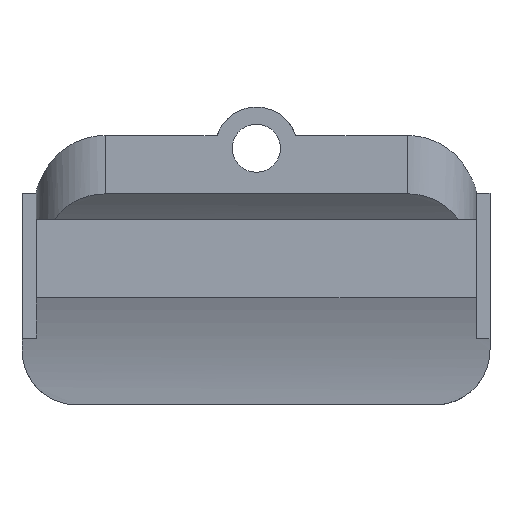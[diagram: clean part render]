
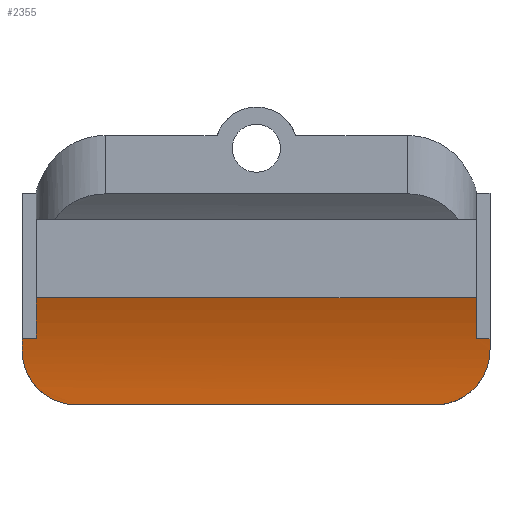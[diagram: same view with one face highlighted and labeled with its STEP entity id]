
A CAD part, left-side view. The second image highlights one B-rep face of the part: STEP entity #2355.
In plain terms, the highlighted cylindrical face has radius 25 mm (diameter 50 mm), a partial arc.
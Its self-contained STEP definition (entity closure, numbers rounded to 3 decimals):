
#1571=CARTESIAN_POINT('',(24.05,47.05,6.826));
#1572=VERTEX_POINT('',#1571);
#1579=CARTESIAN_POINT('',(24.05,45.997,6.826));
#1580=VERTEX_POINT('',#1579);
#1581=CARTESIAN_POINT('',(24.05,47.05,6.826));
#1582=DIRECTION('',(-0.,-1.,-0.));
#1583=VECTOR('',#1582,1.053);
#1584=LINE('',#1581,#1583);
#1585=EDGE_CURVE('',#1572,#1580,#1584,.T.);
#1602=CARTESIAN_POINT('',(24.05,13.,6.826));
#1603=VERTEX_POINT('',#1602);
#1628=CARTESIAN_POINT('',(24.05,14.003,6.826));
#1629=VERTEX_POINT('',#1628);
#1637=CARTESIAN_POINT('',(24.05,13.,6.826));
#1638=DIRECTION('',(0.,1.,0.));
#1639=VECTOR('',#1638,1.003);
#1640=LINE('',#1637,#1639);
#1641=EDGE_CURVE('',#1603,#1629,#1640,.T.);
#1653=CARTESIAN_POINT('',(23.,46.,9.798));
#1654=VERTEX_POINT('',#1653);
#1677=CARTESIAN_POINT('',(24.,46.,7.));
#1678=VERTEX_POINT('',#1677);
#1685=CARTESIAN_POINT('',(-0.,46.,-0.));
#1686=DIRECTION('',(-0.,1.,-0.));
#1687=DIRECTION('',(0.,0.,-1.));
#1688=AXIS2_PLACEMENT_3D('',#1685,#1686,#1687);
#1689=CIRCLE('',#1688,25.);
#1690=EDGE_CURVE('',#1654,#1678,#1689,.T.);
#1906=CARTESIAN_POINT('',(23.,14.,9.798));
#1907=VERTEX_POINT('',#1906);
#1914=CARTESIAN_POINT('',(24.,14.,7.));
#1915=VERTEX_POINT('',#1914);
#1916=CARTESIAN_POINT('',(-0.,14.,-0.));
#1917=DIRECTION('',(-0.,-1.,-0.));
#1918=DIRECTION('',(0.,-0.,1.));
#1919=AXIS2_PLACEMENT_3D('',#1916,#1917,#1918);
#1920=CIRCLE('',#1919,25.);
#1921=EDGE_CURVE('',#1915,#1907,#1920,.T.);
#2064=CARTESIAN_POINT('',(24.269,47.05,6.));
#2065=VERTEX_POINT('',#2064);
#2072=CARTESIAN_POINT('',(-0.,47.05,-0.));
#2073=DIRECTION('',(-0.,-1.,-0.));
#2074=DIRECTION('',(0.,-0.,1.));
#2075=AXIS2_PLACEMENT_3D('',#2072,#2073,#2074);
#2076=CIRCLE('',#2075,25.);
#2077=EDGE_CURVE('',#2065,#1572,#2076,.T.);
#2096=CARTESIAN_POINT('',(24.269,13.,6.));
#2097=VERTEX_POINT('',#2096);
#2098=CARTESIAN_POINT('',(-0.,13.,-0.));
#2099=DIRECTION('',(-0.,-1.,-0.));
#2100=DIRECTION('',(0.,-0.,1.));
#2101=AXIS2_PLACEMENT_3D('',#2098,#2099,#2100);
#2102=CIRCLE('',#2101,25.);
#2103=EDGE_CURVE('',#2097,#1603,#2102,.T.);
#2127=CARTESIAN_POINT('',(24.92,43.05,2.));
#2128=VERTEX_POINT('',#2127);
#2129=CARTESIAN_POINT('',(24.92,17.,2.));
#2130=VERTEX_POINT('',#2129);
#2131=CARTESIAN_POINT('',(24.92,43.05,2.));
#2132=DIRECTION('',(-0.,-1.,-0.));
#2133=VECTOR('',#2132,26.05);
#2134=LINE('',#2131,#2133);
#2135=EDGE_CURVE('',#2128,#2130,#2134,.T.);
#2191=CARTESIAN_POINT('',(24.92,43.05,2.));
#2192=CARTESIAN_POINT('',(24.92,43.316,2.));
#2193=CARTESIAN_POINT('',(24.918,43.578,2.026));
#2194=CARTESIAN_POINT('',(24.913,43.835,2.078));
#2195=CARTESIAN_POINT('',(24.911,43.964,2.104));
#2196=CARTESIAN_POINT('',(24.909,44.092,2.136));
#2197=CARTESIAN_POINT('',(24.905,44.218,2.174));
#2198=CARTESIAN_POINT('',(24.902,44.345,2.213));
#2199=CARTESIAN_POINT('',(24.898,44.47,2.258));
#2200=CARTESIAN_POINT('',(24.893,44.592,2.309));
#2201=CARTESIAN_POINT('',(24.884,44.836,2.411));
#2202=CARTESIAN_POINT('',(24.872,45.066,2.535));
#2203=CARTESIAN_POINT('',(24.856,45.285,2.682));
#2204=CARTESIAN_POINT('',(24.848,45.394,2.756));
#2205=CARTESIAN_POINT('',(24.839,45.5,2.835));
#2206=CARTESIAN_POINT('',(24.829,45.602,2.92));
#2207=CARTESIAN_POINT('',(24.819,45.704,3.004));
#2208=CARTESIAN_POINT('',(24.808,45.801,3.093));
#2209=CARTESIAN_POINT('',(24.796,45.893,3.186));
#2210=CARTESIAN_POINT('',(24.772,46.077,3.372));
#2211=CARTESIAN_POINT('',(24.744,46.242,3.575));
#2212=CARTESIAN_POINT('',(24.71,46.387,3.794));
#2213=CARTESIAN_POINT('',(24.694,46.46,3.904));
#2214=CARTESIAN_POINT('',(24.675,46.527,4.018));
#2215=CARTESIAN_POINT('',(24.656,46.588,4.133));
#2216=CARTESIAN_POINT('',(24.637,46.648,4.248));
#2217=CARTESIAN_POINT('',(24.616,46.703,4.366));
#2218=CARTESIAN_POINT('',(24.594,46.752,4.486));
#2219=CARTESIAN_POINT('',(24.572,46.801,4.605));
#2220=CARTESIAN_POINT('',(24.549,46.844,4.727));
#2221=CARTESIAN_POINT('',(24.525,46.882,4.852));
#2222=CARTESIAN_POINT('',(24.5,46.919,4.976));
#2223=CARTESIAN_POINT('',(24.474,46.95,5.103));
#2224=CARTESIAN_POINT('',(24.447,46.975,5.23));
#2225=CARTESIAN_POINT('',(24.392,47.025,5.485));
#2226=CARTESIAN_POINT('',(24.333,47.05,5.742));
#2227=CARTESIAN_POINT('',(24.269,47.05,6.));
#2228=B_SPLINE_CURVE_WITH_KNOTS('',3,(#2191,#2192,#2193,#2194,#2195,#2196,#2197,#2198,#2199,#2200,#2201,#2202,#2203,#2204,#2205,#2206,#2207,#2208,#2209,#2210,#2211,#2212,#2213,#2214,#2215,#2216,
#2217,#2218,#2219,#2220,#2221,#2222,#2223,#2224,#2225,#2226,#2227),.UNSPECIFIED.,.F.,.F.,(4,3,3,3,3,3,3,3,3,3,3,3,4),(0.,0.001,0.001,0.002,0.002,0.003,0.003,0.004,0.004,0.005,0.005,0.006,0.006),.UNSPECIFIED.);
#2229=EDGE_CURVE('',#2128,#2065,#2228,.T.);
#2248=CARTESIAN_POINT('',(24.269,13.,6.));
#2249=CARTESIAN_POINT('',(24.333,13.,5.742));
#2250=CARTESIAN_POINT('',(24.392,13.025,5.486));
#2251=CARTESIAN_POINT('',(24.446,13.074,5.234));
#2252=CARTESIAN_POINT('',(24.473,13.099,5.108));
#2253=CARTESIAN_POINT('',(24.499,13.129,4.983));
#2254=CARTESIAN_POINT('',(24.523,13.166,4.858));
#2255=CARTESIAN_POINT('',(24.548,13.203,4.734));
#2256=CARTESIAN_POINT('',(24.572,13.247,4.61));
#2257=CARTESIAN_POINT('',(24.594,13.296,4.489));
#2258=CARTESIAN_POINT('',(24.638,13.395,4.248));
#2259=CARTESIAN_POINT('',(24.676,13.516,4.018));
#2260=CARTESIAN_POINT('',(24.71,13.659,3.8));
#2261=CARTESIAN_POINT('',(24.743,13.803,3.582));
#2262=CARTESIAN_POINT('',(24.772,13.971,3.375));
#2263=CARTESIAN_POINT('',(24.796,14.155,3.188));
#2264=CARTESIAN_POINT('',(24.82,14.339,3.002));
#2265=CARTESIAN_POINT('',(24.839,14.54,2.835));
#2266=CARTESIAN_POINT('',(24.855,14.759,2.687));
#2267=CARTESIAN_POINT('',(24.863,14.869,2.612));
#2268=CARTESIAN_POINT('',(24.87,14.983,2.543));
#2269=CARTESIAN_POINT('',(24.877,15.099,2.481));
#2270=CARTESIAN_POINT('',(24.883,15.215,2.418));
#2271=CARTESIAN_POINT('',(24.888,15.333,2.361));
#2272=CARTESIAN_POINT('',(24.893,15.454,2.311));
#2273=CARTESIAN_POINT('',(24.898,15.575,2.26));
#2274=CARTESIAN_POINT('',(24.902,15.699,2.215));
#2275=CARTESIAN_POINT('',(24.905,15.825,2.177));
#2276=CARTESIAN_POINT('',(24.908,15.951,2.138));
#2277=CARTESIAN_POINT('',(24.911,16.08,2.105));
#2278=CARTESIAN_POINT('',(24.913,16.21,2.079));
#2279=CARTESIAN_POINT('',(24.918,16.47,2.026));
#2280=CARTESIAN_POINT('',(24.92,16.734,2.));
#2281=CARTESIAN_POINT('',(24.92,17.,2.));
#2282=B_SPLINE_CURVE_WITH_KNOTS('',3,(#2248,#2249,#2250,#2251,#2252,#2253,#2254,#2255,#2256,#2257,#2258,#2259,#2260,#2261,#2262,#2263,#2264,#2265,#2266,#2267,#2268,#2269,#2270,#2271,#2272,#2273,
#2274,#2275,#2276,#2277,#2278,#2279,#2280,#2281),.UNSPECIFIED.,.F.,.F.,(4,3,3,3,3,3,3,3,3,3,3,4),(0.,0.001,0.001,0.002,0.002,0.003,0.004,0.004,0.005,0.005,0.006,0.006),.UNSPECIFIED.);
#2283=EDGE_CURVE('',#2097,#2130,#2282,.T.);
#2319=CARTESIAN_POINT('',(-0.,0.,-0.));
#2320=DIRECTION('',(0.,1.,0.));
#2321=DIRECTION('',(0.,-0.,1.));
#2322=AXIS2_PLACEMENT_3D('',#2319,#2320,#2321);
#2323=CYLINDRICAL_SURFACE('',#2322,25.);
#2324=ORIENTED_EDGE('',*,*,#2135,.T.);
#2325=ORIENTED_EDGE('',*,*,#2283,.F.);
#2326=ORIENTED_EDGE('',*,*,#2103,.T.);
#2327=ORIENTED_EDGE('',*,*,#1641,.T.);
#2328=CARTESIAN_POINT('',(24.05,14.003,6.826));
#2329=CARTESIAN_POINT('',(24.034,14.001,6.884));
#2330=CARTESIAN_POINT('',(24.017,14.,6.942));
#2331=CARTESIAN_POINT('',(24.,14.,7.));
#2332=B_SPLINE_CURVE_WITH_KNOTS('',3,(#2328,#2329,#2330,#2331),.UNSPECIFIED.,.F.,.F.,(4,4),(0.008,0.008),.UNSPECIFIED.);
#2333=EDGE_CURVE('',#1629,#1915,#2332,.T.);
#2334=ORIENTED_EDGE('',*,*,#2333,.T.);
#2335=ORIENTED_EDGE('',*,*,#1921,.T.);
#2336=CARTESIAN_POINT('',(23.,14.,9.798));
#2337=DIRECTION('',(0.,1.,0.));
#2338=VECTOR('',#2337,32.);
#2339=LINE('',#2336,#2338);
#2340=EDGE_CURVE('',#1907,#1654,#2339,.T.);
#2341=ORIENTED_EDGE('',*,*,#2340,.T.);
#2342=ORIENTED_EDGE('',*,*,#1690,.T.);
#2343=CARTESIAN_POINT('',(24.,46.,7.));
#2344=CARTESIAN_POINT('',(24.017,46.,6.942));
#2345=CARTESIAN_POINT('',(24.034,45.999,6.884));
#2346=CARTESIAN_POINT('',(24.05,45.997,6.826));
#2347=B_SPLINE_CURVE_WITH_KNOTS('',3,(#2343,#2344,#2345,#2346),.UNSPECIFIED.,.F.,.F.,(4,4),(0.,0.),.UNSPECIFIED.);
#2348=EDGE_CURVE('',#1678,#1580,#2347,.T.);
#2349=ORIENTED_EDGE('',*,*,#2348,.T.);
#2350=ORIENTED_EDGE('',*,*,#1585,.F.);
#2351=ORIENTED_EDGE('',*,*,#2077,.F.);
#2352=ORIENTED_EDGE('',*,*,#2229,.F.);
#2353=EDGE_LOOP('',(#2324,#2325,#2326,#2327,#2334,#2335,#2341,#2342,#2349,#2350,#2351,#2352));
#2354=FACE_BOUND('',#2353,.T.);
#2355=ADVANCED_FACE('',(#2354),#2323,.F.);
